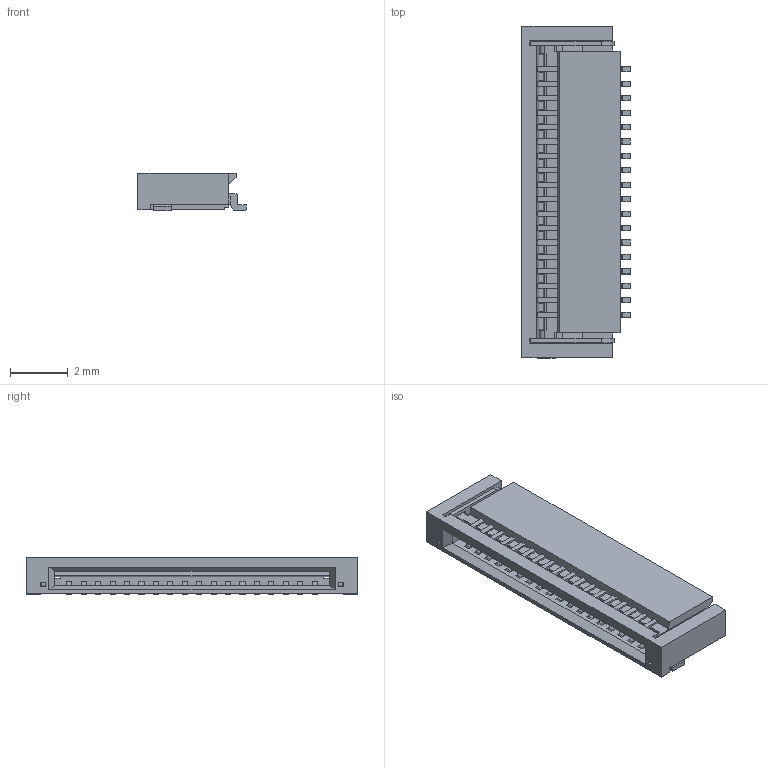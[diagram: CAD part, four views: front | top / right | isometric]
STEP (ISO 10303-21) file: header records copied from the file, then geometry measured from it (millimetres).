
FILE_DESCRIPTION(/* description */ (''),/* implementation_level */ '2;1');
FILE_NAME(/* name */ 'Amphenol_10051922-1810ELF v2.step',/* time_stamp */ '2022-03-16T15:03:31+01:00',/* author */ (''),/* organization */ (''),/* preprocessor_version */ 'ST-DEVELOPER v18.1',/* originating_system */ 'Autodesk Translation Framework v10.13.0.1454',/* authorisation */ '');
FILE_SCHEMA (('AUTOMOTIVE_DESIGN { 1 0 10303 214 3 1 1 }'));
Length unit declared in the file: millimetre
Products named in the file (1): Amphenol_10051922-1810ELF
Bounding box: 3.75 x 11.5 x 1.3 mm (x, y, z)
Volume: 33.5 mm3; surface area: 215.7 mm2
Topology: 1 solids, 1 shells, 710 faces, 2131 edges, 1390 vertices
Faces by surface type: plane 556, cylinder 154
Entity records: 23842 total; most frequent: ORIENTED_EDGE 4262, CARTESIAN_POINT 4232, DIRECTION 3863, EDGE_CURVE 2131, LINE 1821, VECTOR 1821, VERTEX_POINT 1390, AXIS2_PLACEMENT_3D 1021
